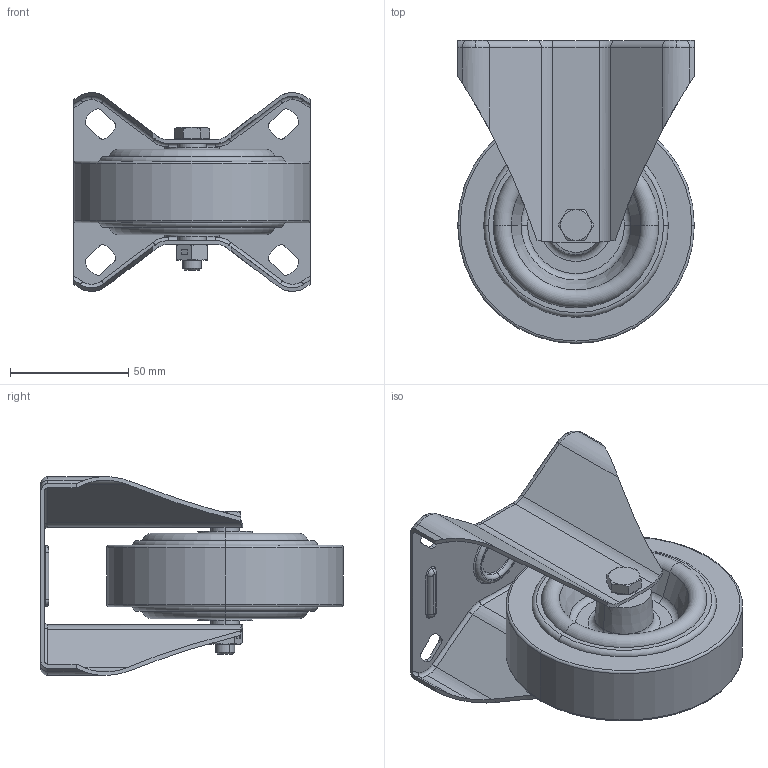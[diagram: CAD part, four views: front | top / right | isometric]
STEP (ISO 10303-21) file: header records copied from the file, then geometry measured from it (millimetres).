
FILE_DESCRIPTION (( 'STEP AP214' ), '1' );
FILE_NAME ('0030263_B-IT-HGK-100-G-rot.STEP', '2016-06-14T10:35:34', ( '' ), ( '' ), 'SwSTEP 2.0', 'SolidWorks 2016', '' );
FILE_SCHEMA (( 'AUTOMOTIVE_DESIGN' ));
Length unit declared in the file: millimetre
Products named in the file (1): 0030263_B-IT-HGK-100-G-rot
Bounding box: 100 x 128 x 84 mm (x, y, z)
Volume: 228521.1 mm3; surface area: 91625.8 mm2
Topology: 7 solids, 7 shells, 342 faces, 804 edges, 492 vertices
Faces by surface type: cylinder 122, torus 98, plane 90, cone 32
Entity records: 14028 total; most frequent: CARTESIAN_POINT 2131, DIRECTION 1840, ORIENTED_EDGE 1608, EDGE_CURVE 804, AXIS2_PLACEMENT_3D 781, VERTEX_POINT 492, CIRCLE 438, EDGE_LOOP 380
